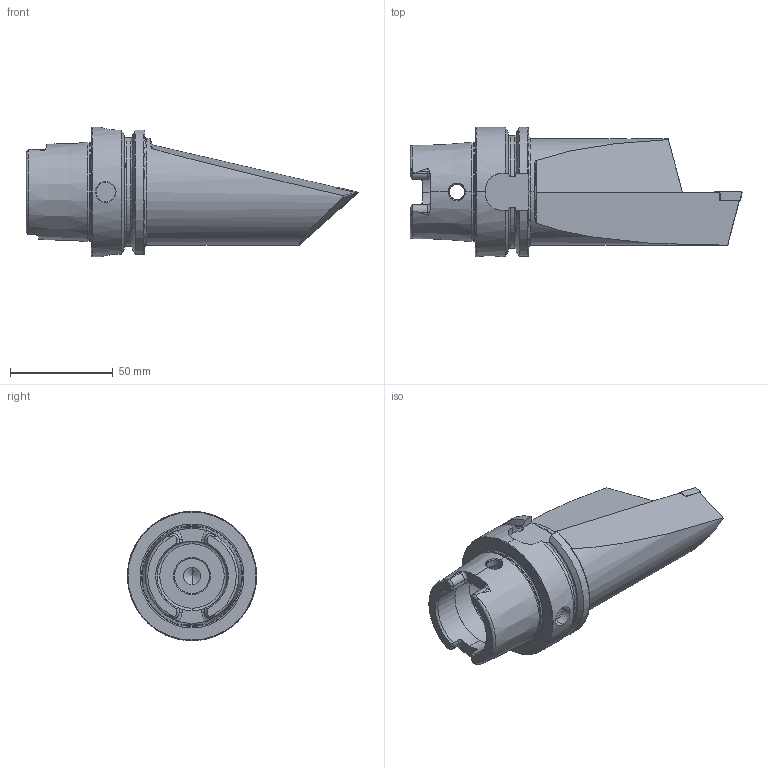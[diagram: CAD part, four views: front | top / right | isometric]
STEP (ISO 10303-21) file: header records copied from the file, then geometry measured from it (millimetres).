
FILE_DESCRIPTION (( 'STEP AP214' ), '1' );
FILE_NAME ('6-K.B.NXA.130-R.STEP', '2021-12-23T08:01:47', ( '' ), ( '' ), 'SwSTEP 2.0', 'SolidWorks 2017', '' );
FILE_SCHEMA (( 'AUTOMOTIVE_DESIGN' ));
Length unit declared in the file: millimetre
Products named in the file (5): 6-K.B.NXA.130-R; KVT_MB_600_060; HA6-KDB.NXA.130-R_A; WCB-ER2.001.009_A; DCMT11T304
Assembly tree (4 placements, depth 2):
  6-K.B.NXA.130-R
    HA6-KDB.NXA.130-R_A
    DCMT11T304
    WCB-ER2.001.009_A
    KVT_MB_600_060
Bounding box: 161.91 x 63 x 63 mm (x, y, z)
Volume: 214336.2 mm3; surface area: 37407 mm2
Topology: 5 solids, 5 shells, 303 faces, 771 edges, 470 vertices
Faces by surface type: cylinder 87, plane 81, cone 74, torus 37, bspline 20, sphere 4
Entity records: 12054 total; most frequent: CARTESIAN_POINT 3769, ORIENTED_EDGE 1512, DIRECTION 1377, EDGE_CURVE 756, AXIS2_PLACEMENT_3D 550, VERTEX_POINT 467, EDGE_LOOP 317, FACE_OUTER_BOUND 303
